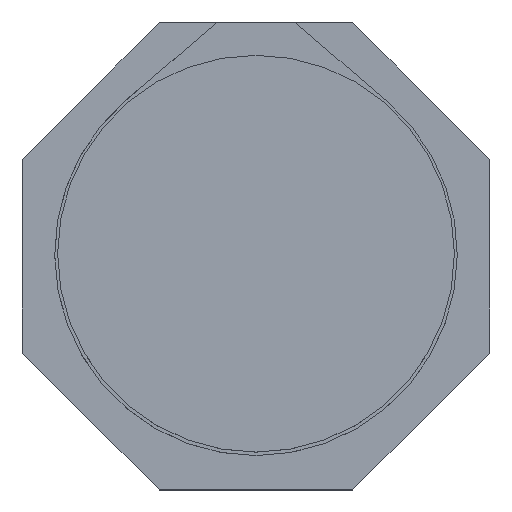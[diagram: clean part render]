
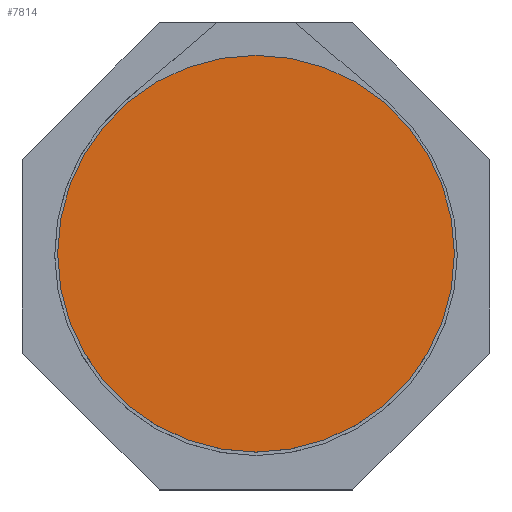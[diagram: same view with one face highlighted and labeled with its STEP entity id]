
A CAD part, top view. The second image highlights one B-rep face of the part: STEP entity #7814.
In plain terms, the highlighted planar face has unit normal (0, 0, 1).
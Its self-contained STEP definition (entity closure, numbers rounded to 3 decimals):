
#107=PLANE('',#8570);
#737=CIRCLE('',#8565,41.);
#738=CIRCLE('',#8566,41.);
#823=FACE_OUTER_BOUND('',#1485,.T.);
#1485=EDGE_LOOP('',(#5832,#5833));
#4139=VERTEX_POINT('',#14458);
#4140=VERTEX_POINT('',#14459);
#4621=EDGE_CURVE('',#4139,#4140,#737,.T.);
#4622=EDGE_CURVE('',#4140,#4139,#738,.T.);
#5832=ORIENTED_EDGE('',*,*,#4621,.T.);
#5833=ORIENTED_EDGE('',*,*,#4622,.T.);
#7814=ADVANCED_FACE('',(#823),#107,.T.);
#8565=AXIS2_PLACEMENT_3D('',#14460,#9436,#9437);
#8566=AXIS2_PLACEMENT_3D('',#14461,#9438,#9439);
#8570=AXIS2_PLACEMENT_3D('',#14468,#9447,#9448);
#9436=DIRECTION('center_axis',(0.,0.,1.));
#9437=DIRECTION('ref_axis',(1.,0.,0.));
#9438=DIRECTION('center_axis',(0.,0.,1.));
#9439=DIRECTION('ref_axis',(1.,0.,0.));
#9447=DIRECTION('center_axis',(0.,0.,1.));
#9448=DIRECTION('ref_axis',(1.,0.,0.));
#14458=CARTESIAN_POINT('',(91.,50.,87.));
#14459=CARTESIAN_POINT('',(9.,50.,87.));
#14460=CARTESIAN_POINT('Origin',(50.,50.,87.));
#14461=CARTESIAN_POINT('Origin',(50.,50.,87.));
#14468=CARTESIAN_POINT('Origin',(50.,50.,87.));
